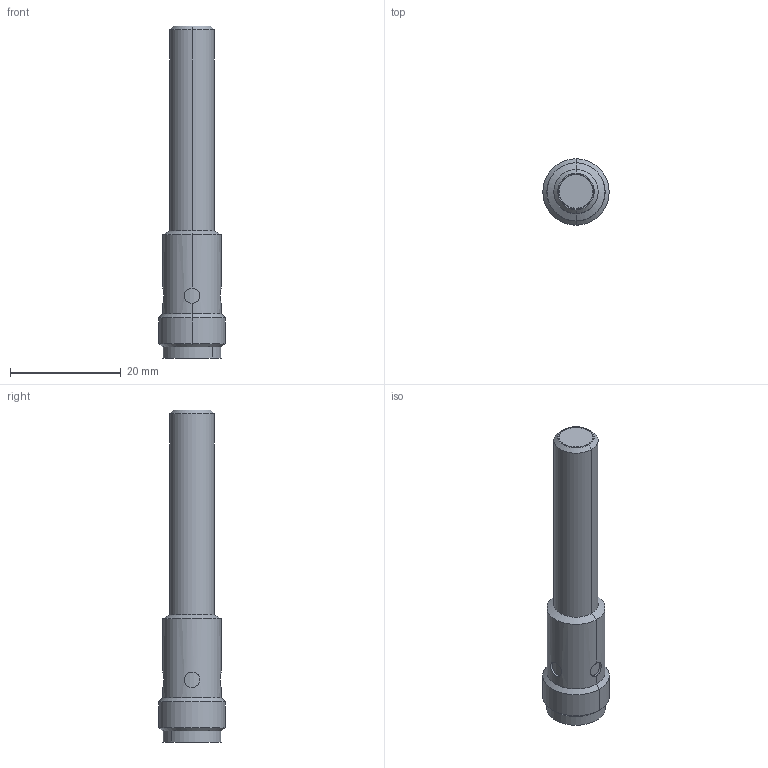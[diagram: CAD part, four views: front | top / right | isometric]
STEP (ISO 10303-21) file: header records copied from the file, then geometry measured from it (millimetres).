
FILE_DESCRIPTION((''),'2;1');
FILE_NAME('DM_CAD-6149_03ADR6_05_ASM','2018-11-16T',('creinig-se'),(''),'PRO/ENGINEER BY PARAMETRIC TECHNOLOGY CORPORATION, 2015440','PRO/ENGINEER BY PARAMETRIC TECHNOLOGY CORPORATION, 2015440','');
FILE_SCHEMA(('CONFIG_CONTROL_DESIGN'));
Length unit declared in the file: millimetre
Products named in the file (4): DM_CAD-6049_04BTT5; DM_CAD-6101_04D9J2_05; DM_CAD-6054_V1_M12_3POL; DM_CAD-6149_03ADR6_05_ASM
Assembly tree (3 placements, depth 2):
  DM_CAD-6149_03ADR6_05_ASM
    DM_CAD-6049_04BTT5
    DM_CAD-6101_04D9J2_05
    DM_CAD-6054_V1_M12_3POL
Bounding box: 12 x 12 x 60 mm (x, y, z)
Volume: 3286.8 mm3; surface area: 3676.2 mm2
Topology: 3 solids, 3 shells, 94 faces, 291 edges, 229 vertices
Faces by surface type: cylinder 41, cone 32, plane 15, sphere 6
Entity records: 4460 total; most frequent: CARTESIAN_POINT 776, DIRECTION 609, ORIENTED_EDGE 420, PRESENTATION_STYLE_ASSIGNMENT 310, STYLED_ITEM 310, CURVE_STYLE 301, AXIS2_PLACEMENT_3D 234, EDGE_CURVE 210
